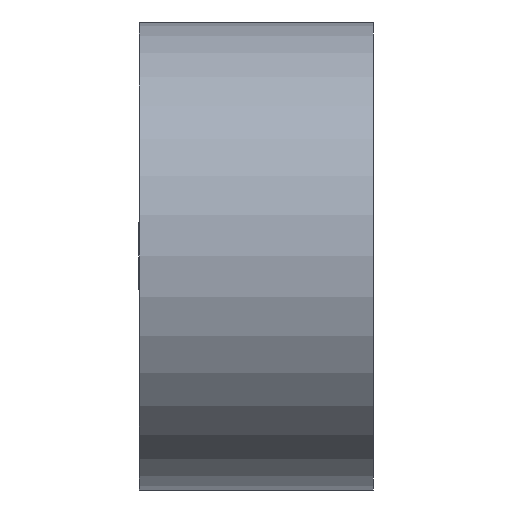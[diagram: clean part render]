
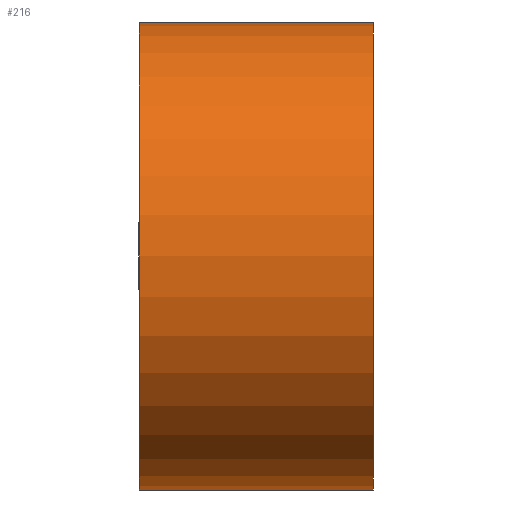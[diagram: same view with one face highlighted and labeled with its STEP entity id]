
A CAD part, left-side view. The second image highlights one B-rep face of the part: STEP entity #216.
In plain terms, the highlighted cylindrical face has radius 2.54 mm (diameter 5.08 mm), a partial arc.
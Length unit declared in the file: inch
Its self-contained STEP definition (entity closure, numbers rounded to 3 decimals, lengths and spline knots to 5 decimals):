
#8 = DIRECTION ( 'NONE',  ( 0., -1., 0. ) ) ;
#19 = EDGE_CURVE ( 'NONE', #181, #619, #390, .T. ) ;
#24 = VERTEX_POINT ( 'NONE', #284 ) ;
#50 = EDGE_CURVE ( 'NONE', #261, #24, #349, .T. ) ;
#58 = CARTESIAN_POINT ( 'NONE',  ( -4.77135, 0.05, 0. ) ) ;
#71 = AXIS2_PLACEMENT_3D ( 'NONE', #184, #242, #91 ) ;
#91 = DIRECTION ( 'NONE',  ( 0., 0., 1. ) ) ;
#101 = CARTESIAN_POINT ( 'NONE',  ( -4.77135, -0.05, -0.1 ) ) ;
#123 = AXIS2_PLACEMENT_3D ( 'NONE', #58, #206, #604 ) ;
#129 = CARTESIAN_POINT ( 'NONE',  ( -4.77135, 0.05, -0.1 ) ) ;
#135 = ORIENTED_EDGE ( 'NONE', *, *, #391, .F. ) ;
#136 = EDGE_CURVE ( 'NONE', #261, #181, #158, .T. ) ;
#158 = LINE ( 'NONE', #297, #328 ) ;
#164 = CARTESIAN_POINT ( 'NONE',  ( -4.77135, 0.05, 0. ) ) ;
#177 = ORIENTED_EDGE ( 'NONE', *, *, #50, .F. ) ;
#181 = VERTEX_POINT ( 'NONE', #101 ) ;
#184 = CARTESIAN_POINT ( 'NONE',  ( -4.77135, -0.05, 0. ) ) ;
#206 = DIRECTION ( 'NONE',  ( 0., 1., 0. ) ) ;
#216 = ADVANCED_FACE ( 'NONE', ( #408 ), #455, .T. ) ;
#217 = DIRECTION ( 'NONE',  ( 0., -1., 0. ) ) ;
#242 = DIRECTION ( 'NONE',  ( 0., 1., 0. ) ) ;
#243 = AXIS2_PLACEMENT_3D ( 'NONE', #164, #217, #363 ) ;
#259 = EDGE_LOOP ( 'NONE', ( #135, #177, #504, #470 ) ) ;
#261 = VERTEX_POINT ( 'NONE', #129 ) ;
#284 = CARTESIAN_POINT ( 'NONE',  ( -4.77135, 0.05, 0.1 ) ) ;
#297 = CARTESIAN_POINT ( 'NONE',  ( -4.77135, 0.05, -0.1 ) ) ;
#328 = VECTOR ( 'NONE', #8, 39.37008 ) ;
#341 = DIRECTION ( 'NONE',  ( 0., -1., 0. ) ) ;
#349 = CIRCLE ( 'NONE', #123, 0.1 ) ;
#362 = CARTESIAN_POINT ( 'NONE',  ( -4.77135, -0.05, 0.1 ) ) ;
#363 = DIRECTION ( 'NONE',  ( 0., 0., -1. ) ) ;
#390 = CIRCLE ( 'NONE', #71, 0.1 ) ;
#391 = EDGE_CURVE ( 'NONE', #24, #619, #630, .T. ) ;
#408 = FACE_OUTER_BOUND ( 'NONE', #259, .T. ) ;
#422 = CARTESIAN_POINT ( 'NONE',  ( -4.77135, 0.05, 0.1 ) ) ;
#455 = CYLINDRICAL_SURFACE ( 'NONE', #243, 0.1 ) ;
#470 = ORIENTED_EDGE ( 'NONE', *, *, #19, .T. ) ;
#504 = ORIENTED_EDGE ( 'NONE', *, *, #136, .T. ) ;
#570 = VECTOR ( 'NONE', #341, 39.37008 ) ;
#604 = DIRECTION ( 'NONE',  ( 0., 0., 1. ) ) ;
#619 = VERTEX_POINT ( 'NONE', #362 ) ;
#630 = LINE ( 'NONE', #422, #570 ) ;
